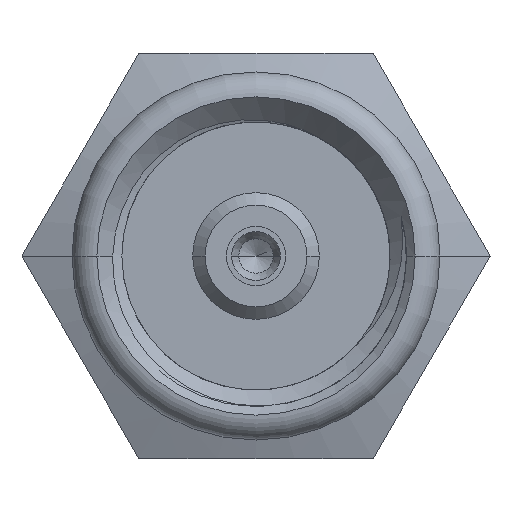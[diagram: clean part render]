
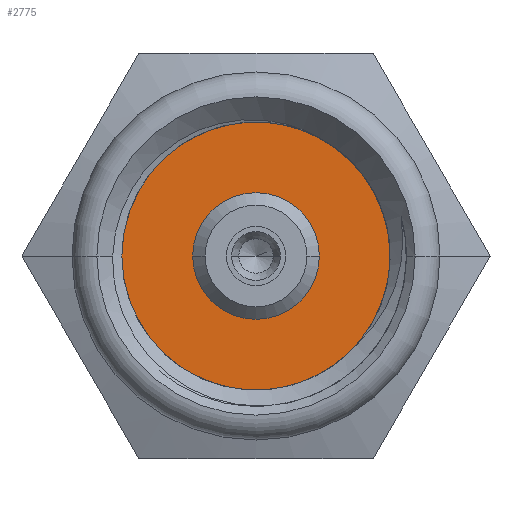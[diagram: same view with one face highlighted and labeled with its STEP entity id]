
A CAD part, left-side view. The second image highlights one B-rep face of the part: STEP entity #2775.
In plain terms, the highlighted planar face has unit normal (-1, 0, 0).
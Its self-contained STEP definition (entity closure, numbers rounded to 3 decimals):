
#1148=CARTESIAN_POINT('',(-3.3,0.,0.));
#1149=DIRECTION('',(1.,0.,0.));
#1150=DIRECTION('',(0.,-1.,0.));
#1151=AXIS2_PLACEMENT_3D('',#1148,#1149,#1150);
#1153=CARTESIAN_POINT('',(-3.3,0.,0.));
#1154=DIRECTION('',(-1.,0.,0.));
#1155=DIRECTION('',(0.,-1.,0.));
#1156=AXIS2_PLACEMENT_3D('',#1153,#1154,#1155);
#1158=CARTESIAN_POINT('',(-3.3,0.,0.));
#1159=DIRECTION('',(1.,0.,0.));
#1160=DIRECTION('',(0.,1.,0.));
#1161=AXIS2_PLACEMENT_3D('',#1158,#1159,#1160);
#1163=CARTESIAN_POINT('',(-3.3,0.,0.));
#1164=DIRECTION('',(1.,0.,0.));
#1165=DIRECTION('',(0.,-1.,0.));
#1166=AXIS2_PLACEMENT_3D('',#1163,#1164,#1165);
#1443=CARTESIAN_POINT('',(-3.3,-2.15,0.));
#1444=CARTESIAN_POINT('',(-3.3,2.15,0.));
#1445=VERTEX_POINT('',#1443);
#1446=VERTEX_POINT('',#1444);
#1505=CARTESIAN_POINT('',(-3.3,1.015,0.));
#1506=CARTESIAN_POINT('',(-3.3,-1.015,0.));
#1507=VERTEX_POINT('',#1505);
#1508=VERTEX_POINT('',#1506);
#2760=CARTESIAN_POINT('',(-3.3,0.,0.));
#2761=DIRECTION('',(1.,0.,0.));
#2762=DIRECTION('',(0.,-1.,0.));
#2763=AXIS2_PLACEMENT_3D('',#2760,#2761,#2762);
#2764=PLANE('',#2763);
#2765=ORIENTED_EDGE('',*,*,#2350,.T.);
#2766=ORIENTED_EDGE('',*,*,#2554,.F.);
#2767=EDGE_LOOP('',(#2765,#2766));
#2768=FACE_OUTER_BOUND('',#2767,.F.);
#2770=ORIENTED_EDGE('',*,*,#2769,.F.);
#2772=ORIENTED_EDGE('',*,*,#2771,.F.);
#2773=EDGE_LOOP('',(#2770,#2772));
#2774=FACE_BOUND('',#2773,.F.);
#1152=CIRCLE('',#1151,2.15);
#1157=CIRCLE('',#1156,2.15);
#1162=CIRCLE('',#1161,1.015);
#1167=CIRCLE('',#1166,1.015);
#2350=EDGE_CURVE('',#1445,#1446,#1152,.T.);
#2554=EDGE_CURVE('',#1445,#1446,#1157,.T.);
#2769=EDGE_CURVE('',#1507,#1508,#1162,.T.);
#2771=EDGE_CURVE('',#1508,#1507,#1167,.T.);
#2775=ADVANCED_FACE('',(#2768,#2774),#2764,.F.);
